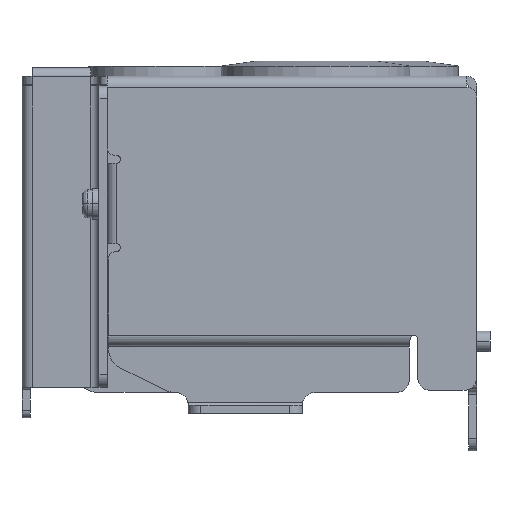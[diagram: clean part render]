
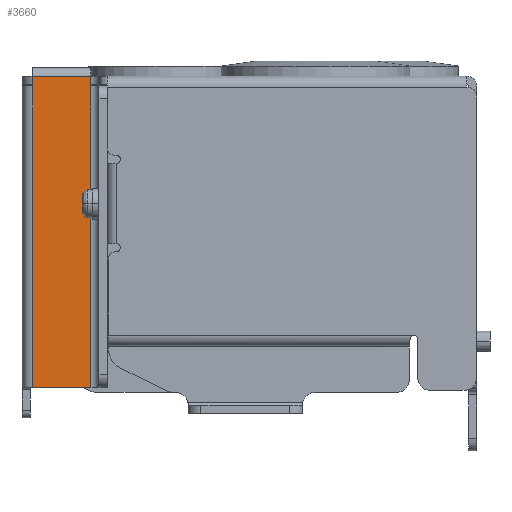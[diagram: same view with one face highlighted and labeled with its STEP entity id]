
A CAD part, left-side view. The second image highlights one B-rep face of the part: STEP entity #3660.
In plain terms, the highlighted planar face has unit normal (-1, 0, 0).
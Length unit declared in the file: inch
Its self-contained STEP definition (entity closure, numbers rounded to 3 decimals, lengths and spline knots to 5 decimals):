
#494 = LINE ( 'NONE', #3811, #10644 ) ;
#559 = ORIENTED_EDGE ( 'NONE', *, *, #10709, .T. ) ;
#766 = ORIENTED_EDGE ( 'NONE', *, *, #4441, .T. ) ;
#1198 = PLANE ( 'NONE',  #7686 ) ;
#2142 = CARTESIAN_POINT ( 'NONE',  ( -0.94614, 1.17997, -0.00394 ) ) ;
#2351 = VECTOR ( 'NONE', #5948, 39.37008 ) ;
#2439 = LINE ( 'NONE', #2706, #4936 ) ;
#2615 = VECTOR ( 'NONE', #9284, 39.37008 ) ;
#2706 = CARTESIAN_POINT ( 'NONE',  ( -0.94614, 1.62879, -2.40157 ) ) ;
#2865 = VERTEX_POINT ( 'NONE', #2142 ) ;
#2936 = CARTESIAN_POINT ( 'NONE',  ( -0.94614, 1.17997, -2.40157 ) ) ;
#2964 = LINE ( 'NONE', #10818, #2351 ) ;
#2980 = CARTESIAN_POINT ( 'NONE',  ( -0.94614, 1.62879, -0.0748 ) ) ;
#3372 = LINE ( 'NONE', #9547, #9457 ) ;
#3544 = DIRECTION ( 'NONE',  ( 0., 1., 0. ) ) ;
#3660 = ADVANCED_FACE ( 'NONE', ( #13230 ), #1198, .T. ) ;
#3811 = CARTESIAN_POINT ( 'NONE',  ( -0.94614, 1.71147, -0.00394 ) ) ;
#4441 = EDGE_CURVE ( 'NONE', #11097, #12015, #2439, .T. ) ;
#4936 = VECTOR ( 'NONE', #9911, 39.37008 ) ;
#5438 = ORIENTED_EDGE ( 'NONE', *, *, #8593, .F. ) ;
#5948 = DIRECTION ( 'NONE',  ( 0., 0., 1. ) ) ;
#6090 = LINE ( 'NONE', #11978, #10490 ) ;
#6667 = CARTESIAN_POINT ( 'NONE',  ( -0.94614, 1.17997, -0.0748 ) ) ;
#6709 = VERTEX_POINT ( 'NONE', #6667 ) ;
#6729 = VERTEX_POINT ( 'NONE', #2936 ) ;
#7250 = DIRECTION ( 'NONE',  ( 0., 1., 0. ) ) ;
#7686 = AXIS2_PLACEMENT_3D ( 'NONE', #12157, #9750, #7250 ) ;
#8338 = ORIENTED_EDGE ( 'NONE', *, *, #9902, .F. ) ;
#8593 = EDGE_CURVE ( 'NONE', #9749, #12015, #10468, .T. ) ;
#9284 = DIRECTION ( 'NONE',  ( 0., 0., 1. ) ) ;
#9451 = EDGE_CURVE ( 'NONE', #2865, #11097, #494, .T. ) ;
#9457 = VECTOR ( 'NONE', #3544, 39.37008 ) ;
#9547 = CARTESIAN_POINT ( 'NONE',  ( -0.94614, 1.67997, -2.40157 ) ) ;
#9749 = VERTEX_POINT ( 'NONE', #12965 ) ;
#9750 = DIRECTION ( 'NONE',  ( -1., 0., 0. ) ) ;
#9902 = EDGE_CURVE ( 'NONE', #6729, #9749, #3372, .T. ) ;
#9911 = DIRECTION ( 'NONE',  ( 0., 0., -1. ) ) ;
#10468 = LINE ( 'NONE', #14481, #2615 ) ;
#10490 = VECTOR ( 'NONE', #15732, 39.37008 ) ;
#10644 = VECTOR ( 'NONE', #14645, 39.37008 ) ;
#10709 = EDGE_CURVE ( 'NONE', #6709, #2865, #2964, .T. ) ;
#10818 = CARTESIAN_POINT ( 'NONE',  ( -0.94614, 1.17997, -2.40157 ) ) ;
#11097 = VERTEX_POINT ( 'NONE', #11899 ) ;
#11899 = CARTESIAN_POINT ( 'NONE',  ( -0.94614, 1.62879, -0.00394 ) ) ;
#11978 = CARTESIAN_POINT ( 'NONE',  ( -0.94614, 1.17997, -2.40157 ) ) ;
#12015 = VERTEX_POINT ( 'NONE', #2980 ) ;
#12157 = CARTESIAN_POINT ( 'NONE',  ( -0.94614, 1.71147, -2.40157 ) ) ;
#12965 = CARTESIAN_POINT ( 'NONE',  ( -0.94614, 1.62879, -2.40157 ) ) ;
#13097 = EDGE_LOOP ( 'NONE', ( #559, #14653, #766, #5438, #8338, #14065 ) ) ;
#13230 = FACE_OUTER_BOUND ( 'NONE', #13097, .T. ) ;
#13935 = EDGE_CURVE ( 'NONE', #6729, #6709, #6090, .T. ) ;
#14065 = ORIENTED_EDGE ( 'NONE', *, *, #13935, .T. ) ;
#14481 = CARTESIAN_POINT ( 'NONE',  ( -0.94614, 1.62879, -0.0748 ) ) ;
#14645 = DIRECTION ( 'NONE',  ( 0., 1., 0. ) ) ;
#14653 = ORIENTED_EDGE ( 'NONE', *, *, #9451, .T. ) ;
#15732 = DIRECTION ( 'NONE',  ( 0., 0., 1. ) ) ;
